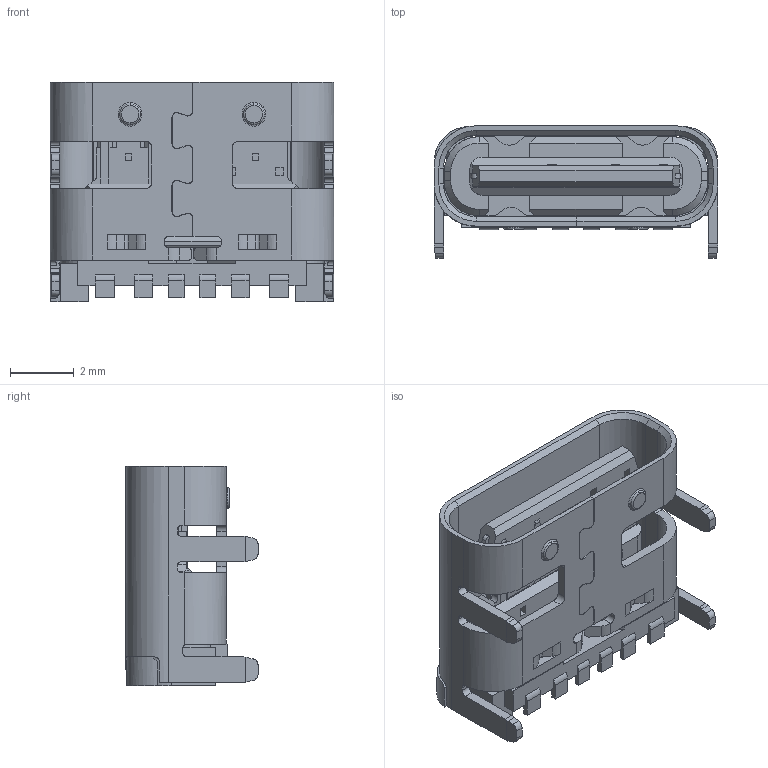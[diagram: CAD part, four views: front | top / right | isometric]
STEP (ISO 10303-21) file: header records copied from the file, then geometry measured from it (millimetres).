
FILE_DESCRIPTION (( 'STEP AP214' ), '1' );
FILE_NAME ('10164359-00011LF.STEP', '2023-05-02T05:41:15', ( '' ), ( '' ), 'SwSTEP 2.0', 'SolidWorks 2022', '' );
FILE_SCHEMA (( 'AUTOMOTIVE_DESIGN' ));
Length unit declared in the file: millimetre
Products named in the file (1): 10164359-00011LF
Bounding box: 8.94 x 4.16 x 6.9 mm (x, y, z)
Surface area: 449 mm2 (no closed solid volume)
Topology: 0 solids, 1 shells, 838 faces, 2391 edges, 1564 vertices
Faces by surface type: plane 632, cylinder 178, cone 18, torus 6, bspline 4
Entity records: 29555 total; most frequent: CARTESIAN_POINT 7086, ORIENTED_EDGE 4758, DIRECTION 3660, EDGE_CURVE 2391, LINE 1868, VECTOR 1868, VERTEX_POINT 1564, AXIS2_PLACEMENT_3D 896
